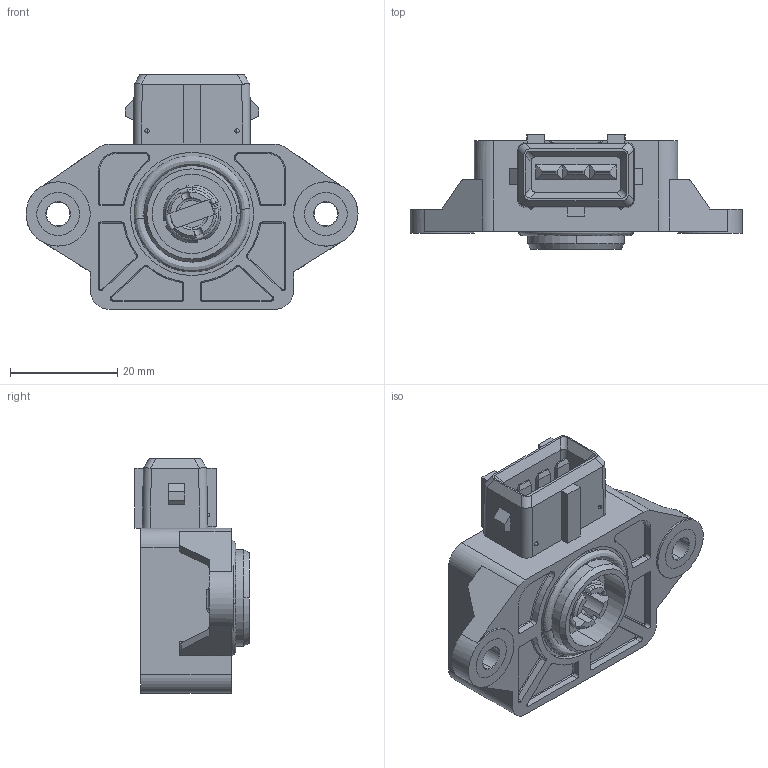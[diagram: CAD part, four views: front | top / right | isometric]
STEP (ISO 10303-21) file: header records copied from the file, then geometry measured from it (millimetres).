
FILE_DESCRIPTION (( 'STEP AP214' ), '1' );
FILE_NAME ('Sensor SP50_.STEP', '2010-03-25T10:17:38', ( 'novotechnik' ), ( 'novotechnik' ), 'SwSTEP 2.0', 'SolidWorks 2009', '' );
FILE_SCHEMA (( 'AUTOMOTIVE_DESIGN' ));
Length unit declared in the file: millimetre
Products named in the file (2): Sensor SP50_; Baugruppe4
Assembly tree (1 placements, depth 2):
  Sensor SP50_
    Baugruppe4
Bounding box: 62 x 21.35 x 43.8 mm (x, y, z)
Volume: 22541.9 mm3; surface area: 9453.5 mm2
Topology: 7 solids, 16 shells, 520 faces, 1274 edges, 785 vertices
Faces by surface type: plane 224, cylinder 176, torus 54, cone 30, sphere 19, bspline 17
Entity records: 22100 total; most frequent: CARTESIAN_POINT 4252, DIRECTION 2554, ORIENTED_EDGE 2502, EDGE_CURVE 1251, AXIS2_PLACEMENT_3D 945, VERTEX_POINT 778, VECTOR 664, LINE 664
